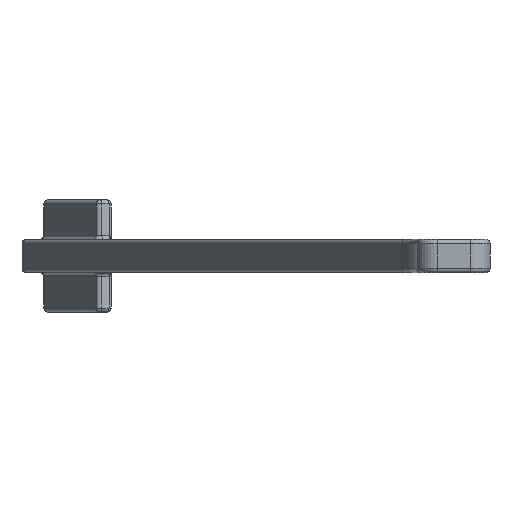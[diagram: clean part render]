
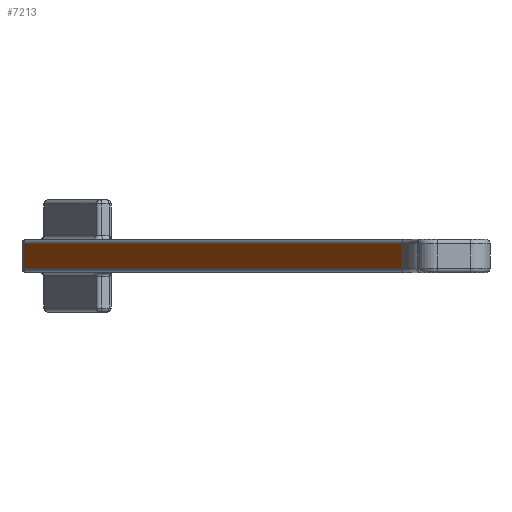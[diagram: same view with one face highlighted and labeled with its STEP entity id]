
A CAD part, front view. The second image highlights one B-rep face of the part: STEP entity #7213.
In plain terms, the highlighted planar face has unit normal (-0.867, -0.498, 0).
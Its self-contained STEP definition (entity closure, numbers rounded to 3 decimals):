
#3042 = CYLINDRICAL_SURFACE('',#3043,2.759);
#3043 = AXIS2_PLACEMENT_3D('',#3044,#3045,#3046);
#3044 = CARTESIAN_POINT('',(-54.313,131.395,0.));
#3045 = DIRECTION('',(-0.,-0.,-1.));
#3046 = DIRECTION('',(1.,0.,0.));
#4100 = CYLINDRICAL_SURFACE('',#4101,1.);
#4101 = AXIS2_PLACEMENT_3D('',#4102,#4103,#4104);
#4102 = CARTESIAN_POINT('',(35.001,-27.585,1.));
#4103 = DIRECTION('',(-0.498,0.867,0.));
#4104 = DIRECTION('',(-0.867,-0.498,-0.));
#4777 = CYLINDRICAL_SURFACE('',#4778,1.);
#4778 = AXIS2_PLACEMENT_3D('',#4779,#4780,#4781);
#4779 = CARTESIAN_POINT('',(35.001,-27.585,7.));
#4780 = DIRECTION('',(-0.498,0.867,0.));
#4781 = DIRECTION('',(-0.867,-0.498,-0.));
#5179 = VERTEX_POINT('',#5180);
#5180 = CARTESIAN_POINT('',(-56.706,130.021,7.));
#5202 = EDGE_CURVE('',#5203,#5179,#5205,.T.);
#5203 = VERTEX_POINT('',#5204);
#5204 = CARTESIAN_POINT('',(-56.706,130.021,1.));
#5205 = SURFACE_CURVE('',#5206,(#5210,#5217),.PCURVE_S1.);
#5206 = LINE('',#5207,#5208);
#5207 = CARTESIAN_POINT('',(-56.706,130.021,0.));
#5208 = VECTOR('',#5209,1.);
#5209 = DIRECTION('',(0.,0.,1.));
#5210 = PCURVE('',#3042,#5211);
#5211 = DEFINITIONAL_REPRESENTATION('',(#5212),#5216);
#5212 = LINE('',#5213,#5214);
#5213 = CARTESIAN_POINT('',(-3.663,0.));
#5214 = VECTOR('',#5215,1.);
#5215 = DIRECTION('',(-0.,-1.));
#5216 = ( GEOMETRIC_REPRESENTATION_CONTEXT(2) 
PARAMETRIC_REPRESENTATION_CONTEXT() REPRESENTATION_CONTEXT('2D SPACE',''
  ) );
#5217 = PCURVE('',#5218,#5223);
#5218 = PLANE('',#5219);
#5219 = AXIS2_PLACEMENT_3D('',#5220,#5221,#5222);
#5220 = CARTESIAN_POINT('',(34.134,-28.083,0.));
#5221 = DIRECTION('',(-0.867,-0.498,0.));
#5222 = DIRECTION('',(-0.498,0.867,0.));
#5223 = DEFINITIONAL_REPRESENTATION('',(#5224),#5228);
#5224 = LINE('',#5225,#5226);
#5225 = CARTESIAN_POINT('',(182.343,0.));
#5226 = VECTOR('',#5227,1.);
#5227 = DIRECTION('',(0.,-1.));
#5228 = ( GEOMETRIC_REPRESENTATION_CONTEXT(2) 
PARAMETRIC_REPRESENTATION_CONTEXT() REPRESENTATION_CONTEXT('2D SPACE',''
  ) );
#6281 = VERTEX_POINT('',#6282);
#6282 = CARTESIAN_POINT('',(34.134,-28.083,1.));
#6304 = EDGE_CURVE('',#6281,#5203,#6305,.T.);
#6305 = SURFACE_CURVE('',#6306,(#6310,#6317),.PCURVE_S1.);
#6306 = LINE('',#6307,#6308);
#6307 = CARTESIAN_POINT('',(34.134,-28.083,1.));
#6308 = VECTOR('',#6309,1.);
#6309 = DIRECTION('',(-0.498,0.867,0.));
#6310 = PCURVE('',#4100,#6311);
#6311 = DEFINITIONAL_REPRESENTATION('',(#6312),#6316);
#6312 = LINE('',#6313,#6314);
#6313 = CARTESIAN_POINT('',(-0.,0.));
#6314 = VECTOR('',#6315,1.);
#6315 = DIRECTION('',(-0.,1.));
#6316 = ( GEOMETRIC_REPRESENTATION_CONTEXT(2) 
PARAMETRIC_REPRESENTATION_CONTEXT() REPRESENTATION_CONTEXT('2D SPACE',''
  ) );
#6317 = PCURVE('',#5218,#6318);
#6318 = DEFINITIONAL_REPRESENTATION('',(#6319),#6323);
#6319 = LINE('',#6320,#6321);
#6320 = CARTESIAN_POINT('',(0.,-1.));
#6321 = VECTOR('',#6322,1.);
#6322 = DIRECTION('',(1.,0.));
#6323 = ( GEOMETRIC_REPRESENTATION_CONTEXT(2) 
PARAMETRIC_REPRESENTATION_CONTEXT() REPRESENTATION_CONTEXT('2D SPACE',''
  ) );
#6419 = CYLINDRICAL_SURFACE('',#6420,26.987);
#6420 = AXIS2_PLACEMENT_3D('',#6421,#6422,#6423);
#6421 = CARTESIAN_POINT('',(10.735,-41.528,0.));
#6422 = DIRECTION('',(-0.,-0.,-1.));
#6423 = DIRECTION('',(1.,0.,0.));
#6947 = VERTEX_POINT('',#6948);
#6948 = CARTESIAN_POINT('',(34.134,-28.083,7.));
#6970 = EDGE_CURVE('',#6947,#5179,#6971,.T.);
#6971 = SURFACE_CURVE('',#6972,(#6976,#6983),.PCURVE_S1.);
#6972 = LINE('',#6973,#6974);
#6973 = CARTESIAN_POINT('',(34.134,-28.083,7.));
#6974 = VECTOR('',#6975,1.);
#6975 = DIRECTION('',(-0.498,0.867,0.));
#6976 = PCURVE('',#4777,#6977);
#6977 = DEFINITIONAL_REPRESENTATION('',(#6978),#6982);
#6978 = LINE('',#6979,#6980);
#6979 = CARTESIAN_POINT('',(0.,0.));
#6980 = VECTOR('',#6981,1.);
#6981 = DIRECTION('',(0.,1.));
#6982 = ( GEOMETRIC_REPRESENTATION_CONTEXT(2) 
PARAMETRIC_REPRESENTATION_CONTEXT() REPRESENTATION_CONTEXT('2D SPACE',''
  ) );
#6983 = PCURVE('',#5218,#6984);
#6984 = DEFINITIONAL_REPRESENTATION('',(#6985),#6989);
#6985 = LINE('',#6986,#6987);
#6986 = CARTESIAN_POINT('',(0.,-7.));
#6987 = VECTOR('',#6988,1.);
#6988 = DIRECTION('',(1.,0.));
#6989 = ( GEOMETRIC_REPRESENTATION_CONTEXT(2) 
PARAMETRIC_REPRESENTATION_CONTEXT() REPRESENTATION_CONTEXT('2D SPACE',''
  ) );
#7213 = ADVANCED_FACE('',(#7214),#5218,.T.);
#7214 = FACE_BOUND('',#7215,.T.);
#7215 = EDGE_LOOP('',(#7216,#7237,#7238,#7239));
#7216 = ORIENTED_EDGE('',*,*,#7217,.T.);
#7217 = EDGE_CURVE('',#6281,#6947,#7218,.T.);
#7218 = SURFACE_CURVE('',#7219,(#7223,#7230),.PCURVE_S1.);
#7219 = LINE('',#7220,#7221);
#7220 = CARTESIAN_POINT('',(34.134,-28.083,0.));
#7221 = VECTOR('',#7222,1.);
#7222 = DIRECTION('',(0.,0.,1.));
#7223 = PCURVE('',#5218,#7224);
#7224 = DEFINITIONAL_REPRESENTATION('',(#7225),#7229);
#7225 = LINE('',#7226,#7227);
#7226 = CARTESIAN_POINT('',(0.,0.));
#7227 = VECTOR('',#7228,1.);
#7228 = DIRECTION('',(0.,-1.));
#7229 = ( GEOMETRIC_REPRESENTATION_CONTEXT(2) 
PARAMETRIC_REPRESENTATION_CONTEXT() REPRESENTATION_CONTEXT('2D SPACE',''
  ) );
#7230 = PCURVE('',#6419,#7231);
#7231 = DEFINITIONAL_REPRESENTATION('',(#7232),#7236);
#7232 = LINE('',#7233,#7234);
#7233 = CARTESIAN_POINT('',(-0.522,0.));
#7234 = VECTOR('',#7235,1.);
#7235 = DIRECTION('',(-0.,-1.));
#7236 = ( GEOMETRIC_REPRESENTATION_CONTEXT(2) 
PARAMETRIC_REPRESENTATION_CONTEXT() REPRESENTATION_CONTEXT('2D SPACE',''
  ) );
#7237 = ORIENTED_EDGE('',*,*,#6970,.T.);
#7238 = ORIENTED_EDGE('',*,*,#5202,.F.);
#7239 = ORIENTED_EDGE('',*,*,#6304,.F.);
